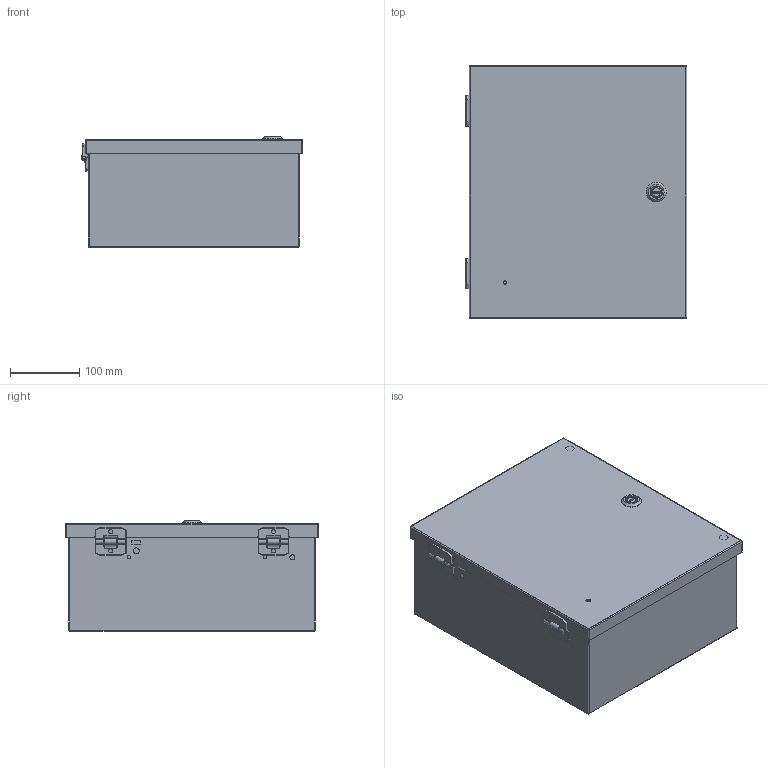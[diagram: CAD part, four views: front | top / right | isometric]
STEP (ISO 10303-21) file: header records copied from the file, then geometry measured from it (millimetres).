
FILE_DESCRIPTION (( 'STEP AP214' ), '1' );
FILE_NAME ('SCE-14N1206LP.STEP', '2021-01-24T11:52:30', ( '' ), ( '' ), 'SwSTEP 2.0', 'SolidWorks 2019', '' );
FILE_SCHEMA (( 'AUTOMOTIVE_DESIGN' ));
Length unit declared in the file: inch
Products named in the file (1): SCE-14N1206LP
Bounding box: 319.85 x 365.33 x 159.08 mm (x, y, z)
Volume: 880069.5 mm3; surface area: 1108817.5 mm2
Topology: 31 solids, 31 shells, 1529 faces, 4063 edges, 2502 vertices
Faces by surface type: cylinder 645, plane 554, bspline 285, cone 25, sphere 16, torus 4
Full cylindrical faces by diameter (mm): 3.962 x2, 4.013 x6, 4.06 x4, 4.318 x4, 4.763 x2, 4.905 x3, 5.156 x4, 5.537 x2, 6.02 x4, 6.299 x6, 6.35 x4, 7.137 x4, 8.191 x2, 8.357 x4, 8.715 x4, 9.55 x4, 11.176 x1, 12.17 x4, 12.497 x4, 12.7 x2, 15.748 x1, 16.129 x1, 28.575 x2
Entity records: 79304 total; most frequent: CARTESIAN_POINT 23877, ORIENTED_EDGE 7508, DIRECTION 6885, EDGE_CURVE 3754, AXIS2_PLACEMENT_3D 2547, VERTEX_POINT 2454, VECTOR 1791, LINE 1791
